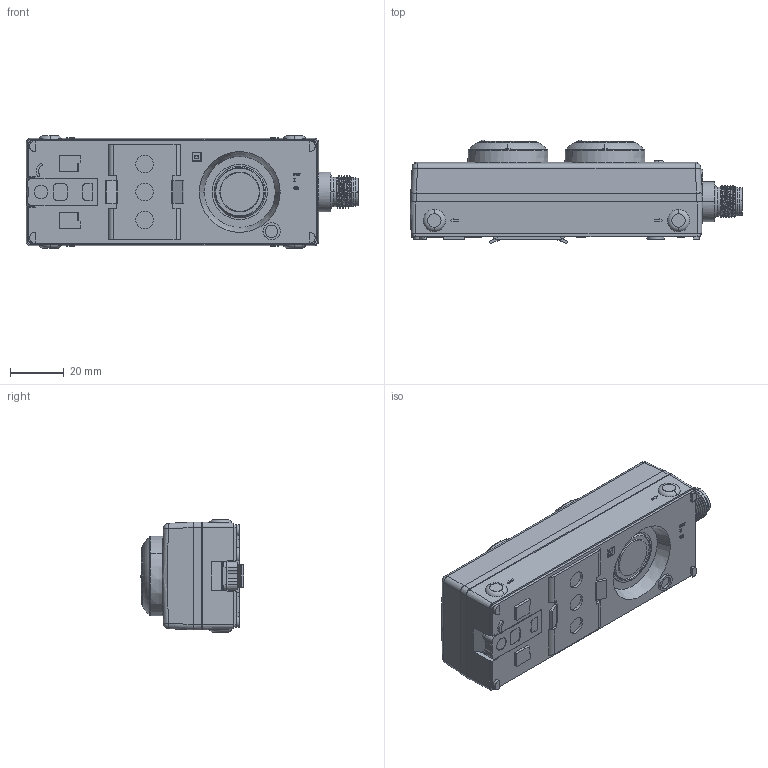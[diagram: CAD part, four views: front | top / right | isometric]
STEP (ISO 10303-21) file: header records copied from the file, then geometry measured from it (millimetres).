
FILE_DESCRIPTION((''),'2;1');
FILE_NAME('CAD-9000','2024-03-13T15:21:22',('creinig-se'),(''),'CREO PARAMETRIC BY PTC INC, 2022284','CREO PARAMETRIC BY PTC INC, 2022284','');
FILE_SCHEMA(('CONFIG_CONTROL_DESIGN','SHAPE_APPEARANCE_LAYERS_GROUPS'));
Length unit declared in the file: millimetre
Products named in the file (1): CAD-9000
Bounding box: 123.15 x 38.44 x 41.8 mm (x, y, z)
Volume: 125490.5 mm3; surface area: 20838.6 mm2
Topology: 1 solids, 5 shells, 980 faces, 2727 edges, 1794 vertices
Faces by surface type: plane 635, cylinder 179, cone 74, torus 44, bspline 34, sphere 14
Entity records: 46704 total; most frequent: CARTESIAN_POINT 9225, ORIENTED_EDGE 5408, DIRECTION 5109, PRESENTATION_STYLE_ASSIGNMENT 3050, STYLED_ITEM 2736, CURVE_STYLE 2704, EDGE_CURVE 2704, VERTEX_POINT 1794
